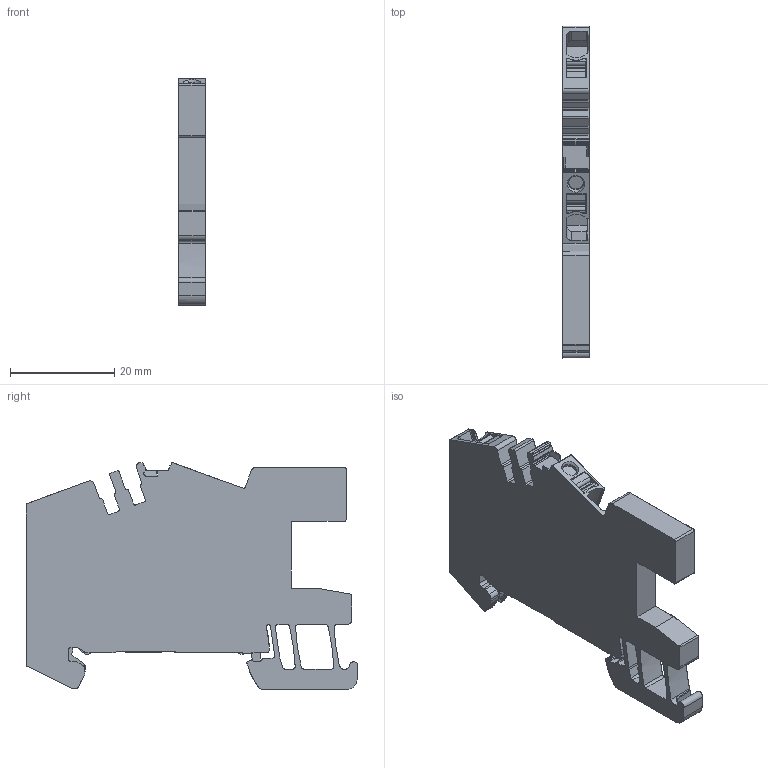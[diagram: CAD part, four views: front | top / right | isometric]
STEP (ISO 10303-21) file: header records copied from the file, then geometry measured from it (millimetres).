
FILE_DESCRIPTION(('CATIA V5 STEP Exchange','CAx-IF Rec.Pracs.--- Model Styling and Organization---1.4--- 2014-01-23'),'2;1');
FILE_NAME ('D1463593_2', '2023-09-07T08:30:23+00:00', ('none'), ('Weidmueller'), 'CATIA Version 5-6 Release 2016 SP3 HF44', 'CATIA V5 STEP AP214', 'none');
FILE_SCHEMA(('AUTOMOTIVE_DESIGN { 1 0 10303 214 1 1 1 1 }'));
Length unit declared in the file: millimetre
Products named in the file (1): 2668680000
Bounding box: 5.1 x 63.77 x 43.6 mm (x, y, z)
Volume: 9741.6 mm3; surface area: 10548 mm2
Topology: 7 solids, 11 shells, 755 faces, 2185 edges, 1450 vertices
Faces by surface type: cylinder 340, plane 330, extrusion 70, cone 7, torus 5, bspline 3
Entity records: 25388 total; most frequent: CARTESIAN_POINT 6179, ORIENTED_EDGE 4364, DIRECTION 3212, EDGE_CURVE 2182, VECTOR 1452, VERTEX_POINT 1450, LINE 1382, AXIS2_PLACEMENT_3D 1160
